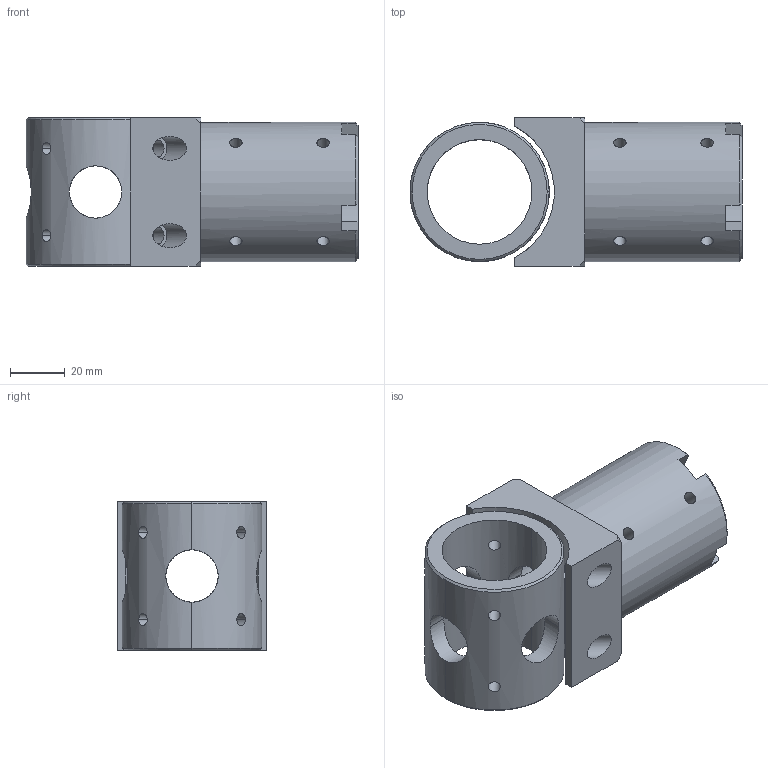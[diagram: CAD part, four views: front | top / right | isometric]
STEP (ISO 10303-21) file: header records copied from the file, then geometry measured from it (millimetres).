
FILE_DESCRIPTION(/* description */ ('Alibre Inc.'),/* implementation_level */ '2;1');
FILE_NAME(/* name */ 'export0',/* time_stamp */ '2015-05-18T13:02:39-07:00',/* author */ (''),/* organization */ (''),/* preprocessor_version */ 'ST-DEVELOPER v14',/* originating_system */ 'Alibre',/* authorisation */ '');
FILE_SCHEMA (('CONFIG_CONTROL_DESIGN'));
Length unit declared in the file: inch
Products named in the file (4): ID_1; ID_2; ID_3
Bounding box: 120.84 x 53.98 x 54.1 mm (x, y, z)
Volume: 122678.6 mm3; surface area: 54086.1 mm2
Topology: 3 solids, 3 shells, 102 faces, 299 edges, 202 vertices
Faces by surface type: cylinder 48, plane 34, bspline 12, cone 8
Full cylindrical faces by diameter (mm): 4.496 x12, 5.944 x12, 8.712 x4, 33.528 x2, 50.673 x1
Entity records: 4815 total; most frequent: CARTESIAN_POINT 2067, ORIENTED_EDGE 508, DIRECTION 344, EDGE_CURVE 254, EDGE_LOOP 210, FACE_BOUND 210, VERTEX_POINT 188, AXIS2_PLACEMENT_3D 139
